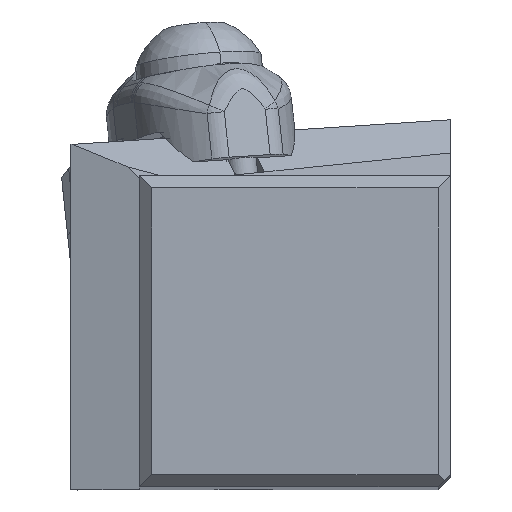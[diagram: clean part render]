
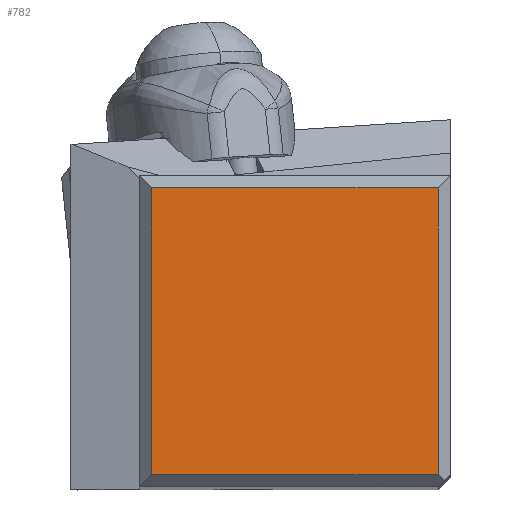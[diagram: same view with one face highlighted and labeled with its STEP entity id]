
A CAD part, top view. The second image highlights one B-rep face of the part: STEP entity #782.
In plain terms, the highlighted planar face has unit normal (0, 0, 1).
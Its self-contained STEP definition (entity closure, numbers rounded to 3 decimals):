
#500=FACE_OUTER_BOUND('',#1196,.T.);
#782=ADVANCED_FACE('',(#500),#1062,.T.);
#1062=PLANE('',#5551);
#1196=EDGE_LOOP('',(#1695,#1696,#1697,#1698));
#1695=ORIENTED_EDGE('',*,*,#3674,.F.);
#1696=ORIENTED_EDGE('',*,*,#3681,.F.);
#1697=ORIENTED_EDGE('',*,*,#3752,.T.);
#1698=ORIENTED_EDGE('',*,*,#3753,.F.);
#3129=VERTEX_POINT('',#7616);
#3130=VERTEX_POINT('',#7618);
#3134=VERTEX_POINT('',#7630);
#3184=VERTEX_POINT('',#7772);
#3674=EDGE_CURVE('',#3129,#3130,#4830,.T.);
#3681=EDGE_CURVE('',#3134,#3129,#4837,.T.);
#3752=EDGE_CURVE('',#3134,#3184,#4887,.T.);
#3753=EDGE_CURVE('',#3130,#3184,#4888,.T.);
#4830=LINE('',#7617,#5132);
#4837=LINE('',#7631,#5139);
#4887=LINE('',#7773,#5189);
#4888=LINE('',#7775,#5190);
#5132=VECTOR('',#6182,1.);
#5139=VECTOR('',#6193,1.);
#5189=VECTOR('',#6319,1.);
#5190=VECTOR('',#6322,1.);
#5551=AXIS2_PLACEMENT_3D('',#7776,#6323,#6324);
#6182=DIRECTION('',(-1.,0.,0.));
#6193=DIRECTION('',(0.,-1.,0.));
#6319=DIRECTION('',(-1.,0.,0.));
#6322=DIRECTION('',(0.,1.,0.));
#6323=DIRECTION('',(0.,0.,1.));
#6324=DIRECTION('',(-1.,0.,0.));
#7616=CARTESIAN_POINT('',(-1.,1.,0.));
#7617=CARTESIAN_POINT('',(-1.,1.,0.));
#7618=CARTESIAN_POINT('',(-24.4,1.,0.));
#7630=CARTESIAN_POINT('',(-1.,24.4,0.));
#7631=CARTESIAN_POINT('',(-1.,24.4,0.));
#7772=CARTESIAN_POINT('',(-24.4,24.4,0.));
#7773=CARTESIAN_POINT('',(-1.,24.4,0.));
#7775=CARTESIAN_POINT('',(-24.4,1.,0.));
#7776=CARTESIAN_POINT('',(-12.7,12.7,0.));
